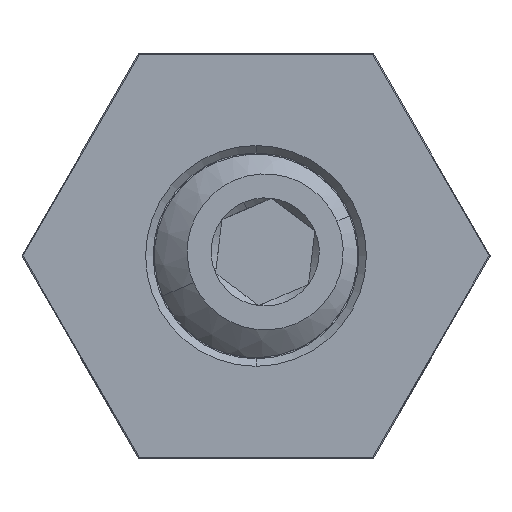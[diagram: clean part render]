
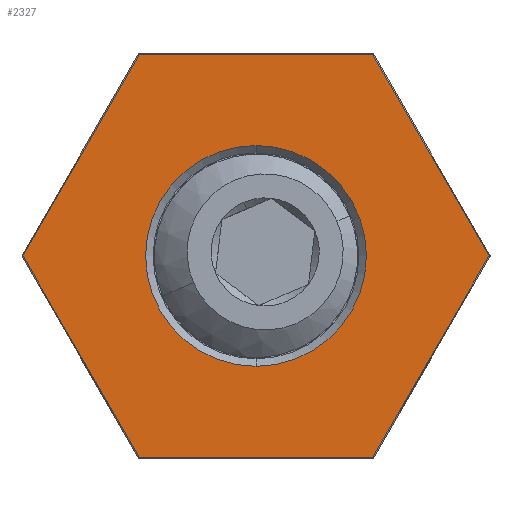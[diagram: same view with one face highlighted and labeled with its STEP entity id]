
A CAD part, top view. The second image highlights one B-rep face of the part: STEP entity #2327.
In plain terms, the highlighted face is planar.
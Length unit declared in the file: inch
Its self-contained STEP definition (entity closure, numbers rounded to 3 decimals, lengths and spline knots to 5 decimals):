
#45 = LINE ( 'NONE', #2293, #450 ) ;
#212 = CARTESIAN_POINT ( 'NONE',  ( 0., 0.25, 0. ) ) ;
#364 = VECTOR ( 'NONE', #895, 39.37008 ) ;
#392 = LINE ( 'NONE', #1695, #4197 ) ;
#425 = EDGE_CURVE ( 'NONE', #696, #3130, #1216, .T. ) ;
#450 = VECTOR ( 'NONE', #674, 39.37008 ) ;
#536 = LINE ( 'NONE', #1840, #2902 ) ;
#539 = EDGE_CURVE ( 'NONE', #1176, #1138, #2541, .T. ) ;
#580 = VERTEX_POINT ( 'NONE', #4228 ) ;
#654 = CARTESIAN_POINT ( 'NONE',  ( 0.2344, 0.25, 0.404 ) ) ;
#674 = DIRECTION ( 'NONE',  ( 0.5, 0., 0.866 ) ) ;
#696 = VERTEX_POINT ( 'NONE', #2428 ) ;
#709 = CIRCLE ( 'NONE', #3437, 0.221 ) ;
#774 = EDGE_CURVE ( 'NONE', #3857, #696, #1113, .T. ) ;
#827 = EDGE_CURVE ( 'NONE', #1138, #1176, #709, .T. ) ;
#831 = ORIENTED_EDGE ( 'NONE', *, *, #2888, .T. ) ;
#838 = VERTEX_POINT ( 'NONE', #1174 ) ;
#887 = FACE_OUTER_BOUND ( 'NONE', #1503, .T. ) ;
#895 = DIRECTION ( 'NONE',  ( -0.5, 0., -0.866 ) ) ;
#915 = VECTOR ( 'NONE', #3344, 39.37008 ) ;
#1113 = LINE ( 'NONE', #2677, #915 ) ;
#1138 = VERTEX_POINT ( 'NONE', #2035 ) ;
#1158 = ORIENTED_EDGE ( 'NONE', *, *, #4100, .T. ) ;
#1172 = CARTESIAN_POINT ( 'NONE',  ( -0.4665, 0.25, 0. ) ) ;
#1174 = CARTESIAN_POINT ( 'NONE',  ( -0.23325, 0.25, 0.404 ) ) ;
#1176 = VERTEX_POINT ( 'NONE', #1387 ) ;
#1216 = LINE ( 'NONE', #2513, #364 ) ;
#1275 = DIRECTION ( 'NONE',  ( 1., 0., 0. ) ) ;
#1321 = CARTESIAN_POINT ( 'NONE',  ( 0., 0.25, 0. ) ) ;
#1387 = CARTESIAN_POINT ( 'NONE',  ( 0., 0.25, 0.221 ) ) ;
#1503 = EDGE_LOOP ( 'NONE', ( #2665, #831, #3119, #2478, #1158, #1918 ) ) ;
#1611 = ORIENTED_EDGE ( 'NONE', *, *, #539, .T. ) ;
#1695 = CARTESIAN_POINT ( 'NONE',  ( -0.46708, 0.25, 0.001 ) ) ;
#1840 = CARTESIAN_POINT ( 'NONE',  ( -0.2344, 0.25, -0.404 ) ) ;
#1863 = FACE_BOUND ( 'NONE', #2342, .T. ) ;
#1918 = ORIENTED_EDGE ( 'NONE', *, *, #774, .T. ) ;
#1942 = AXIS2_PLACEMENT_3D ( 'NONE', #212, #3405, #2100 ) ;
#1950 = VECTOR ( 'NONE', #1275, 39.37008 ) ;
#2035 = CARTESIAN_POINT ( 'NONE',  ( 0., 0.25, -0.221 ) ) ;
#2100 = DIRECTION ( 'NONE',  ( 0., 0., 1. ) ) ;
#2213 = ORIENTED_EDGE ( 'NONE', *, *, #827, .T. ) ;
#2293 = CARTESIAN_POINT ( 'NONE',  ( -0.23267, 0.25, 0.405 ) ) ;
#2327 = ADVANCED_FACE ( 'NONE', ( #1863, #887 ), #2813, .T. ) ;
#2342 = EDGE_LOOP ( 'NONE', ( #1611, #2213 ) ) ;
#2428 = CARTESIAN_POINT ( 'NONE',  ( 0.4665, 0.25, 0. ) ) ;
#2478 = ORIENTED_EDGE ( 'NONE', *, *, #4145, .T. ) ;
#2513 = CARTESIAN_POINT ( 'NONE',  ( 0.23267, 0.25, -0.405 ) ) ;
#2515 = DIRECTION ( 'NONE',  ( 0., 0., 1. ) ) ;
#2541 = CIRCLE ( 'NONE', #3230, 0.221 ) ;
#2628 = DIRECTION ( 'NONE',  ( 0., -1., 0. ) ) ;
#2665 = ORIENTED_EDGE ( 'NONE', *, *, #425, .T. ) ;
#2677 = CARTESIAN_POINT ( 'NONE',  ( 0.46708, 0.25, -0.001 ) ) ;
#2709 = EDGE_CURVE ( 'NONE', #580, #3080, #392, .T. ) ;
#2813 = PLANE ( 'NONE',  #1942 ) ;
#2829 = DIRECTION ( 'NONE',  ( -1., 0., 0. ) ) ;
#2888 = EDGE_CURVE ( 'NONE', #3130, #580, #536, .T. ) ;
#2902 = VECTOR ( 'NONE', #2829, 39.37008 ) ;
#2998 = DIRECTION ( 'NONE',  ( -0.5, 0., 0.866 ) ) ;
#3080 = VERTEX_POINT ( 'NONE', #1172 ) ;
#3119 = ORIENTED_EDGE ( 'NONE', *, *, #2709, .T. ) ;
#3130 = VERTEX_POINT ( 'NONE', #4060 ) ;
#3230 = AXIS2_PLACEMENT_3D ( 'NONE', #1321, #2628, #3568 ) ;
#3344 = DIRECTION ( 'NONE',  ( 0.5, 0., -0.866 ) ) ;
#3405 = DIRECTION ( 'NONE',  ( 0., 1., 0. ) ) ;
#3437 = AXIS2_PLACEMENT_3D ( 'NONE', #4129, #4106, #2515 ) ;
#3568 = DIRECTION ( 'NONE',  ( 0., 0., 1. ) ) ;
#3577 = LINE ( 'NONE', #654, #1950 ) ;
#3751 = CARTESIAN_POINT ( 'NONE',  ( 0.23325, 0.25, 0.404 ) ) ;
#3857 = VERTEX_POINT ( 'NONE', #3751 ) ;
#4060 = CARTESIAN_POINT ( 'NONE',  ( 0.23325, 0.25, -0.404 ) ) ;
#4100 = EDGE_CURVE ( 'NONE', #838, #3857, #3577, .T. ) ;
#4106 = DIRECTION ( 'NONE',  ( 0., -1., 0. ) ) ;
#4129 = CARTESIAN_POINT ( 'NONE',  ( 0., 0.25, 0. ) ) ;
#4145 = EDGE_CURVE ( 'NONE', #3080, #838, #45, .T. ) ;
#4197 = VECTOR ( 'NONE', #2998, 39.37008 ) ;
#4228 = CARTESIAN_POINT ( 'NONE',  ( -0.23325, 0.25, -0.404 ) ) ;
